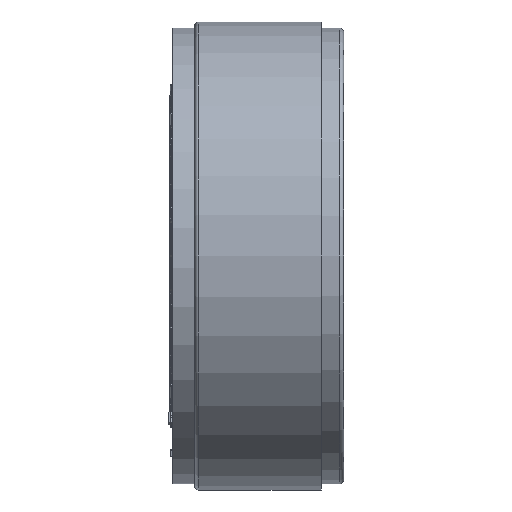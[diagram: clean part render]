
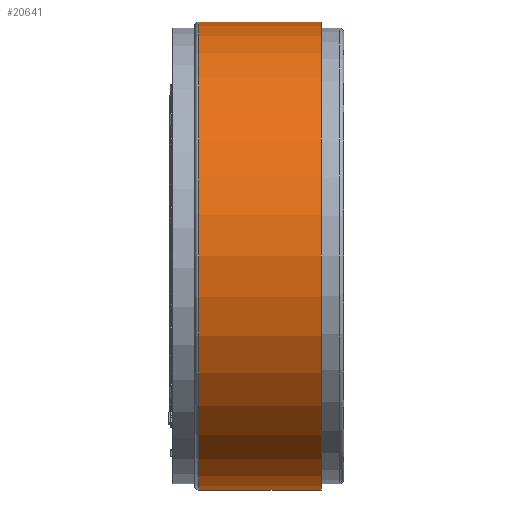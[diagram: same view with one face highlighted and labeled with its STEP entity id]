
A CAD part, left-side view. The second image highlights one B-rep face of the part: STEP entity #20641.
In plain terms, the highlighted cylindrical face has radius 57.3 mm (diameter 114.6 mm), a full revolution.
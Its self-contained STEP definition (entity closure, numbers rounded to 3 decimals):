
#1010=CIRCLE('',#22291,57.3);
#1011=CIRCLE('',#22292,57.3);
#1024=CIRCLE('',#22313,57.3);
#1935=CYLINDRICAL_SURFACE('',#22314,57.3);
#2707=FACE_OUTER_BOUND('',#4073,.T.);
#4073=EDGE_LOOP('',(#14410,#14411,#14412,#14413,#14414));
#5607=LINE('',#33334,#7077);
#7077=VECTOR('',#26036,57.3);
#8529=VERTEX_POINT('',#33295);
#8530=VERTEX_POINT('',#33297);
#8540=VERTEX_POINT('',#33331);
#10542=EDGE_CURVE('',#8529,#8530,#1010,.T.);
#10543=EDGE_CURVE('',#8530,#8529,#1011,.T.);
#10558=EDGE_CURVE('',#8540,#8540,#1024,.T.);
#10559=EDGE_CURVE('',#8530,#8540,#5607,.T.);
#14410=ORIENTED_EDGE('',*,*,#10542,.F.);
#14411=ORIENTED_EDGE('',*,*,#10543,.F.);
#14412=ORIENTED_EDGE('',*,*,#10559,.T.);
#14413=ORIENTED_EDGE('',*,*,#10558,.T.);
#14414=ORIENTED_EDGE('',*,*,#10559,.F.);
#20641=ADVANCED_FACE('',(#2707),#1935,.T.);
#22291=AXIS2_PLACEMENT_3D('',#33298,#25986,#25987);
#22292=AXIS2_PLACEMENT_3D('',#33299,#25988,#25989);
#22313=AXIS2_PLACEMENT_3D('',#33332,#26032,#26033);
#22314=AXIS2_PLACEMENT_3D('',#33333,#26034,#26035);
#25986=DIRECTION('center_axis',(0.,1.,0.));
#25987=DIRECTION('ref_axis',(1.,0.,0.));
#25988=DIRECTION('center_axis',(0.,1.,0.));
#25989=DIRECTION('ref_axis',(1.,0.,0.));
#26032=DIRECTION('center_axis',(0.,1.,0.));
#26033=DIRECTION('ref_axis',(1.,0.,0.));
#26034=DIRECTION('center_axis',(0.,1.,0.));
#26035=DIRECTION('ref_axis',(-1.,0.,0.));
#26036=DIRECTION('',(0.,-1.,0.));
#33295=CARTESIAN_POINT('',(0.,35.5,-57.3));
#33297=CARTESIAN_POINT('',(57.3,35.5,0.));
#33298=CARTESIAN_POINT('Origin',(0.,35.5,0.));
#33299=CARTESIAN_POINT('Origin',(0.,35.5,0.));
#33331=CARTESIAN_POINT('',(57.3,5.5,0.));
#33332=CARTESIAN_POINT('Origin',(0.,5.5,0.));
#33333=CARTESIAN_POINT('Origin',(0.,20.5,0.));
#33334=CARTESIAN_POINT('',(57.3,20.5,0.));
